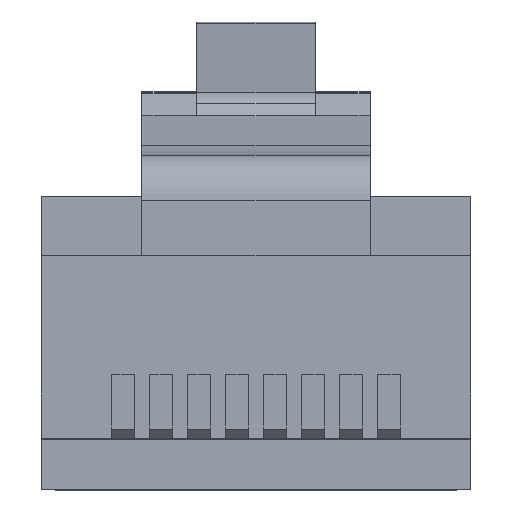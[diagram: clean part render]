
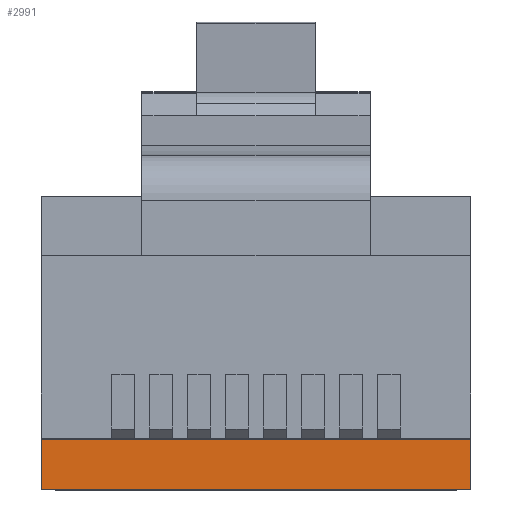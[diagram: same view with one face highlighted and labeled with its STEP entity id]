
A CAD part, top view. The second image highlights one B-rep face of the part: STEP entity #2991.
In plain terms, the highlighted planar face has unit normal (0, 0, 1).
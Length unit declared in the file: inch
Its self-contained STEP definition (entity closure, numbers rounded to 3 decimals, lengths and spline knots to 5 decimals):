
#22 = VERTEX_POINT ( 'NONE', #4288 ) ;
#196 = CARTESIAN_POINT ( 'NONE',  ( 0.47, -0.255, -0.58405 ) ) ;
#339 = PLANE ( 'NONE',  #2863 ) ;
#503 = DIRECTION ( 'NONE',  ( 0., -1., 0. ) ) ;
#532 = ORIENTED_EDGE ( 'NONE', *, *, #1356, .F. ) ;
#574 = EDGE_CURVE ( 'NONE', #4155, #22, #2895, .T. ) ;
#598 = CARTESIAN_POINT ( 'NONE',  ( 0.47, -0.2, -0.58405 ) ) ;
#934 = EDGE_CURVE ( 'NONE', #22, #4337, #2518, .T. ) ;
#1015 = ORIENTED_EDGE ( 'NONE', *, *, #934, .T. ) ;
#1094 = EDGE_LOOP ( 'NONE', ( #1015, #532, #2302, #1142 ) ) ;
#1142 = ORIENTED_EDGE ( 'NONE', *, *, #574, .T. ) ;
#1356 = EDGE_CURVE ( 'NONE', #1594, #4337, #3039, .T. ) ;
#1483 = FACE_OUTER_BOUND ( 'NONE', #1094, .T. ) ;
#1594 = VERTEX_POINT ( 'NONE', #196 ) ;
#1608 = LINE ( 'NONE', #1872, #4109 ) ;
#1715 = CARTESIAN_POINT ( 'NONE',  ( 0.47, -0.255, -0.58405 ) ) ;
#1868 = CARTESIAN_POINT ( 'NONE',  ( 0., -0.255, -0.58405 ) ) ;
#1872 = CARTESIAN_POINT ( 'NONE',  ( 0.47, -0.255, -0.58405 ) ) ;
#2048 = CARTESIAN_POINT ( 'NONE',  ( 0., -0.255, -0.58405 ) ) ;
#2083 = DIRECTION ( 'NONE',  ( -1., 0., 0. ) ) ;
#2302 = ORIENTED_EDGE ( 'NONE', *, *, #3726, .F. ) ;
#2518 = LINE ( 'NONE', #1868, #4001 ) ;
#2609 = VECTOR ( 'NONE', #4268, 39.37008 ) ;
#2760 = CARTESIAN_POINT ( 'NONE',  ( 0.47, -0.255, -0.58405 ) ) ;
#2863 = AXIS2_PLACEMENT_3D ( 'NONE', #1715, #3055, #2083 ) ;
#2895 = LINE ( 'NONE', #3903, #2609 ) ;
#2991 = ADVANCED_FACE ( 'NONE', ( #1483 ), #339, .F. ) ;
#3039 = LINE ( 'NONE', #2760, #3624 ) ;
#3055 = DIRECTION ( 'NONE',  ( 0., 0., -1. ) ) ;
#3075 = DIRECTION ( 'NONE',  ( -1., 0., 0. ) ) ;
#3624 = VECTOR ( 'NONE', #3075, 39.37008 ) ;
#3726 = EDGE_CURVE ( 'NONE', #4155, #1594, #1608, .T. ) ;
#3903 = CARTESIAN_POINT ( 'NONE',  ( 0.47, -0.2, -0.58405 ) ) ;
#4001 = VECTOR ( 'NONE', #503, 39.37008 ) ;
#4109 = VECTOR ( 'NONE', #4257, 39.37008 ) ;
#4155 = VERTEX_POINT ( 'NONE', #598 ) ;
#4257 = DIRECTION ( 'NONE',  ( 0., -1., 0. ) ) ;
#4268 = DIRECTION ( 'NONE',  ( -1., 0., 0. ) ) ;
#4288 = CARTESIAN_POINT ( 'NONE',  ( 0., -0.2, -0.58405 ) ) ;
#4337 = VERTEX_POINT ( 'NONE', #2048 ) ;
